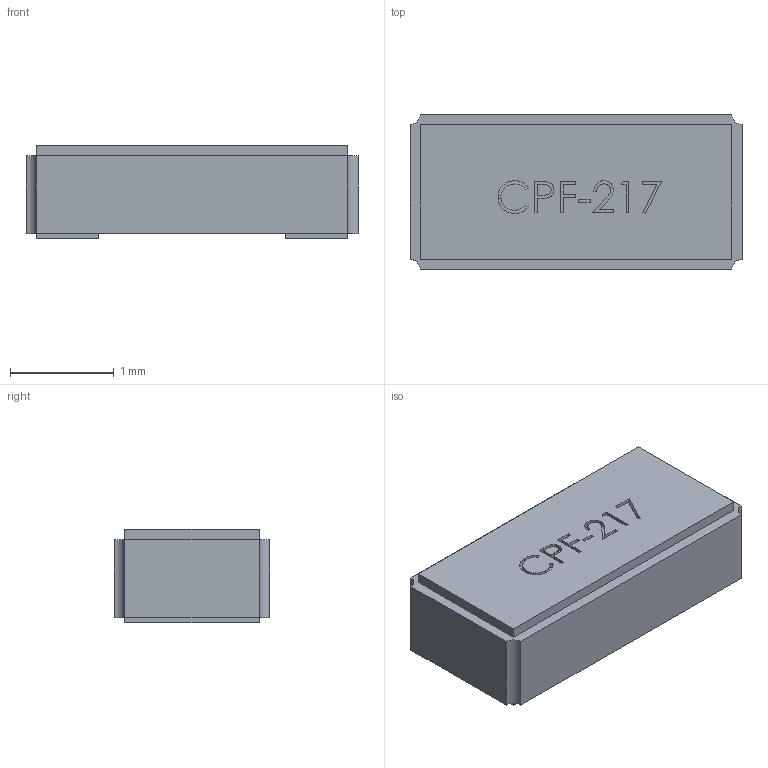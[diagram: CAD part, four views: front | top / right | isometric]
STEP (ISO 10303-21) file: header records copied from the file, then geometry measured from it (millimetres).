
FILE_DESCRIPTION (( 'STEP AP214' ), '1' );
FILE_NAME ('User Library-XTAL_IQD_CFPX-217.STEP', '2021-08-12T20:17:50', ( '' ), ( '' ), 'SwSTEP 2.0', 'SolidWorks 2021', '' );
FILE_SCHEMA (( 'AUTOMOTIVE_DESIGN' ));
Length unit declared in the file: millimetre
Products named in the file (1): User Library-XTAL_IQD_CFPX-217
Bounding box: 3.2 x 1.5 x 0.9 mm (x, y, z)
Volume: 4 mm3; surface area: 29 mm2
Topology: 4 solids, 4 shells, 99 faces, 249 edges, 166 vertices
Faces by surface type: plane 74, bspline 21, cylinder 4
Entity records: 5303 total; most frequent: CARTESIAN_POINT 1904, ORIENTED_EDGE 498, DIRECTION 373, EDGE_CURVE 249, VECTOR 199, LINE 199, VERTEX_POINT 166, EDGE_LOOP 107
